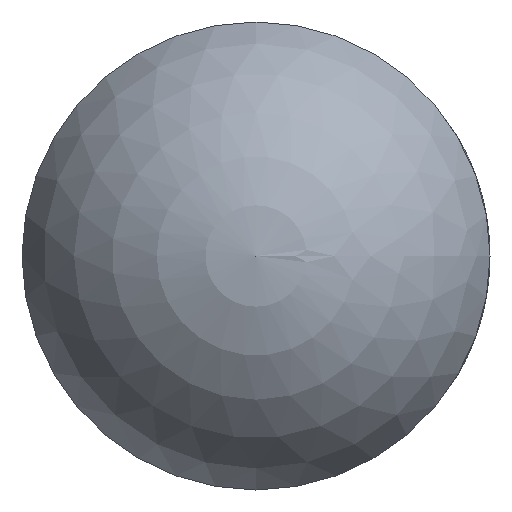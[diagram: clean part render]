
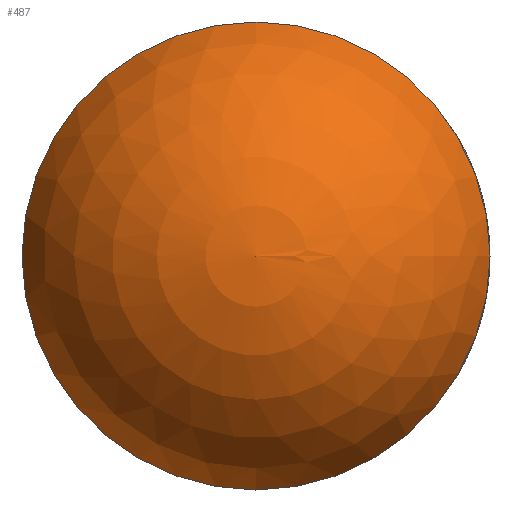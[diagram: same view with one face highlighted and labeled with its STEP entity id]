
A CAD part, front view. The second image highlights one B-rep face of the part: STEP entity #487.
In plain terms, the highlighted spherical face has radius 14.8 mm.
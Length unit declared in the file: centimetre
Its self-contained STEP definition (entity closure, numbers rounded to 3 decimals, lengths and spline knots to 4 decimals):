
#8 = CIRCLE ( 'NONE', #341, 1.4 ) ;
#26 = DIRECTION ( 'NONE',  ( 0., 1., 0. ) ) ;
#81 = EDGE_LOOP ( 'NONE', ( #512, #716 ) ) ;
#139 = CARTESIAN_POINT ( 'NONE',  ( 0., 0., 1.4 ) ) ;
#142 = VERTEX_POINT ( 'NONE', #139 ) ;
#152 = SPHERICAL_SURFACE ( 'NONE', #354, 1.48 ) ;
#173 = CARTESIAN_POINT ( 'NONE',  ( 0., 0., 0. ) ) ;
#217 = DIRECTION ( 'NONE',  ( 0., 0., 1. ) ) ;
#225 = EDGE_CURVE ( 'NONE', #352, #142, #770, .T. ) ;
#235 = EDGE_CURVE ( 'NONE', #142, #352, #8, .T. ) ;
#284 = DIRECTION ( 'NONE',  ( 1., 0., 0. ) ) ;
#341 = AXIS2_PLACEMENT_3D ( 'NONE', #173, #26, #217 ) ;
#352 = VERTEX_POINT ( 'NONE', #687 ) ;
#354 = AXIS2_PLACEMENT_3D ( 'NONE', #460, #409, #284 ) ;
#409 = DIRECTION ( 'NONE',  ( 0., 1., 0. ) ) ;
#460 = CARTESIAN_POINT ( 'NONE',  ( 0., 0.48, 0. ) ) ;
#487 = ADVANCED_FACE ( 'NONE', ( #804 ), #152, .T. ) ;
#495 = AXIS2_PLACEMENT_3D ( 'NONE', #789, #598, #536 ) ;
#512 = ORIENTED_EDGE ( 'NONE', *, *, #225, .F. ) ;
#536 = DIRECTION ( 'NONE',  ( 0., 0., 1. ) ) ;
#598 = DIRECTION ( 'NONE',  ( 0., 1., 0. ) ) ;
#687 = CARTESIAN_POINT ( 'NONE',  ( 0., 0., -1.4 ) ) ;
#716 = ORIENTED_EDGE ( 'NONE', *, *, #235, .F. ) ;
#770 = CIRCLE ( 'NONE', #495, 1.4 ) ;
#789 = CARTESIAN_POINT ( 'NONE',  ( 0., 0., 0. ) ) ;
#804 = FACE_OUTER_BOUND ( 'NONE', #81, .T. ) ;
